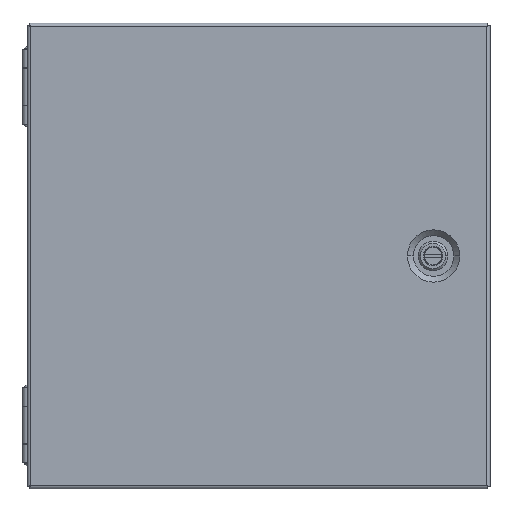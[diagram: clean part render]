
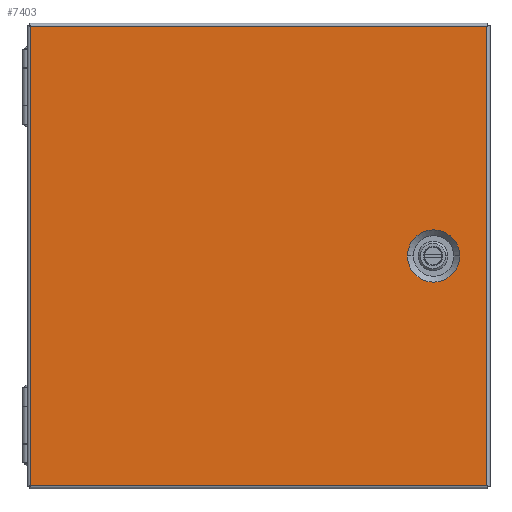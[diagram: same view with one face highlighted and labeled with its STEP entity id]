
A CAD part, top view. The second image highlights one B-rep face of the part: STEP entity #7403.
In plain terms, the highlighted planar face has unit normal (0, 0, 1).
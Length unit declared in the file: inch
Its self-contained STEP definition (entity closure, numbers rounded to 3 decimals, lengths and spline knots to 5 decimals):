
#914 = AXIS2_PLACEMENT_3D ( 'NONE', #15768, #16086, #1079 ) ;
#1078 = VERTEX_POINT ( 'NONE', #6012 ) ;
#1079 = DIRECTION ( 'NONE',  ( 1., 0., 0. ) ) ;
#1256 = EDGE_LOOP ( 'NONE', ( #22781, #9425 ) ) ;
#4776 = ORIENTED_EDGE ( 'NONE', *, *, #8899, .T. ) ;
#4922 = VECTOR ( 'NONE', #13972, 39.37008 ) ;
#4951 = VERTEX_POINT ( 'NONE', #13778 ) ;
#5603 = CARTESIAN_POINT ( 'NONE',  ( 6.0425, 6.104, 6.118 ) ) ;
#6012 = CARTESIAN_POINT ( 'NONE',  ( 3.93361, 0., 6.118 ) ) ;
#6054 = LINE ( 'NONE', #13896, #4922 ) ;
#6060 = VECTOR ( 'NONE', #10803, 39.37008 ) ;
#6180 = VERTEX_POINT ( 'NONE', #16113 ) ;
#6207 = AXIS2_PLACEMENT_3D ( 'NONE', #19663, #19757, #21469 ) ;
#6377 = FACE_BOUND ( 'NONE', #1256, .T. ) ;
#6480 = CARTESIAN_POINT ( 'NONE',  ( 6.0425, 6.104, 6.118 ) ) ;
#6540 = LINE ( 'NONE', #21335, #16651 ) ;
#6636 = AXIS2_PLACEMENT_3D ( 'NONE', #8245, #19339, #15849 ) ;
#7403 = ADVANCED_FACE ( 'NONE', ( #6377, #14784 ), #23381, .T. ) ;
#8214 = ORIENTED_EDGE ( 'NONE', *, *, #16787, .T. ) ;
#8245 = CARTESIAN_POINT ( 'NONE',  ( 4.6285, 0., 6.118 ) ) ;
#8899 = EDGE_CURVE ( 'NONE', #9613, #4951, #6054, .T. ) ;
#8929 = CARTESIAN_POINT ( 'NONE',  ( 6.0425, -6.104, 6.118 ) ) ;
#8943 = VECTOR ( 'NONE', #14002, 39.37008 ) ;
#9135 = EDGE_CURVE ( 'NONE', #4951, #10679, #21664, .T. ) ;
#9425 = ORIENTED_EDGE ( 'NONE', *, *, #15614, .T. ) ;
#9613 = VERTEX_POINT ( 'NONE', #20107 ) ;
#9850 = EDGE_CURVE ( 'NONE', #17666, #9613, #6540, .T. ) ;
#10679 = VERTEX_POINT ( 'NONE', #5603 ) ;
#10803 = DIRECTION ( 'NONE',  ( 0., 1., 0. ) ) ;
#11260 = LINE ( 'NONE', #6480, #8943 ) ;
#12211 = ORIENTED_EDGE ( 'NONE', *, *, #9850, .T. ) ;
#13720 = CARTESIAN_POINT ( 'NONE',  ( -6.0855, 6.104, 6.118 ) ) ;
#13778 = CARTESIAN_POINT ( 'NONE',  ( 6.0425, -6.104, 6.118 ) ) ;
#13896 = CARTESIAN_POINT ( 'NONE',  ( 6.0425, -6.104, 6.118 ) ) ;
#13972 = DIRECTION ( 'NONE',  ( 1., 0., 0. ) ) ;
#14002 = DIRECTION ( 'NONE',  ( -1., 0., 0. ) ) ;
#14784 = FACE_OUTER_BOUND ( 'NONE', #17520, .T. ) ;
#15614 = EDGE_CURVE ( 'NONE', #1078, #6180, #18874, .T. ) ;
#15768 = CARTESIAN_POINT ( 'NONE',  ( 4.6285, 0., 6.118 ) ) ;
#15849 = DIRECTION ( 'NONE',  ( 1., 0., 0. ) ) ;
#16086 = DIRECTION ( 'NONE',  ( 0., 0., -1. ) ) ;
#16113 = CARTESIAN_POINT ( 'NONE',  ( 5.32339, 0., 6.118 ) ) ;
#16651 = VECTOR ( 'NONE', #19289, 39.37008 ) ;
#16787 = EDGE_CURVE ( 'NONE', #10679, #17666, #11260, .T. ) ;
#17139 = EDGE_CURVE ( 'NONE', #6180, #1078, #17560, .T. ) ;
#17171 = ORIENTED_EDGE ( 'NONE', *, *, #9135, .T. ) ;
#17520 = EDGE_LOOP ( 'NONE', ( #8214, #12211, #4776, #17171 ) ) ;
#17560 = CIRCLE ( 'NONE', #6636, 0.69489 ) ;
#17666 = VERTEX_POINT ( 'NONE', #13720 ) ;
#18874 = CIRCLE ( 'NONE', #914, 0.69489 ) ;
#19289 = DIRECTION ( 'NONE',  ( 0., -1., 0. ) ) ;
#19339 = DIRECTION ( 'NONE',  ( 0., 0., -1. ) ) ;
#19663 = CARTESIAN_POINT ( 'NONE',  ( 6.0425, -6.104, 6.118 ) ) ;
#19757 = DIRECTION ( 'NONE',  ( 0., 0., 1. ) ) ;
#20107 = CARTESIAN_POINT ( 'NONE',  ( -6.0855, -6.104, 6.118 ) ) ;
#21335 = CARTESIAN_POINT ( 'NONE',  ( -6.0855, -6.104, 6.118 ) ) ;
#21469 = DIRECTION ( 'NONE',  ( 1., 0., 0. ) ) ;
#21664 = LINE ( 'NONE', #8929, #6060 ) ;
#22781 = ORIENTED_EDGE ( 'NONE', *, *, #17139, .T. ) ;
#23381 = PLANE ( 'NONE',  #6207 ) ;
